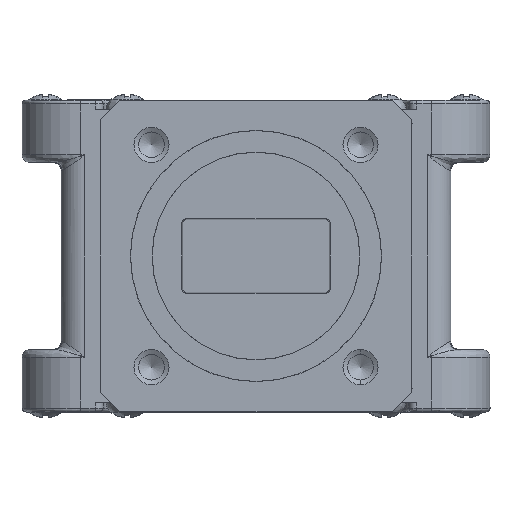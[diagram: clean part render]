
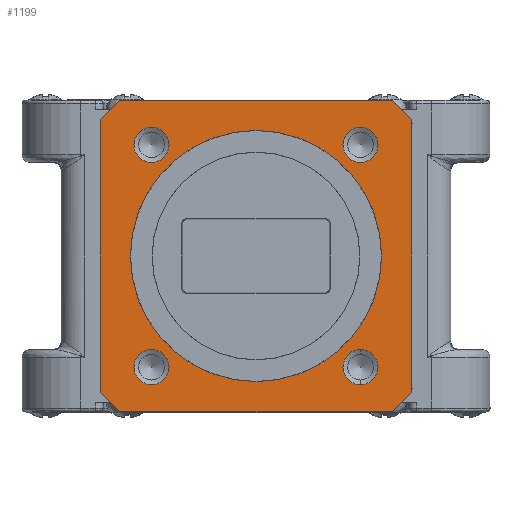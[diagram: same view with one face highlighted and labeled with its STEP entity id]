
A CAD part, front view. The second image highlights one B-rep face of the part: STEP entity #1199.
In plain terms, the highlighted planar face has unit normal (0, -1, 0).
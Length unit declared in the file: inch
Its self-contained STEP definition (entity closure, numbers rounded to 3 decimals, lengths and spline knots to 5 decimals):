
#466 = CARTESIAN_POINT ( 'NONE',  ( 0.68898, 0., -0.7874 ) ) ;
#623 = ORIENTED_EDGE ( 'NONE', *, *, #17113, .F. ) ;
#823 = VECTOR ( 'NONE', #38267, 39.37008 ) ;
#1095 = ORIENTED_EDGE ( 'NONE', *, *, #3373, .T. ) ;
#1199 = ADVANCED_FACE ( 'NONE', ( #13584, #4111, #32908, #15232, #31830, #11871 ), #18411, .F. ) ;
#2880 = VERTEX_POINT ( 'NONE', #29624 ) ;
#3373 = EDGE_CURVE ( 'NONE', #6635, #9943, #24982, .T. ) ;
#3924 = ORIENTED_EDGE ( 'NONE', *, *, #37842, .F. ) ;
#4111 = FACE_BOUND ( 'NONE', #31287, .T. ) ;
#5004 = DIRECTION ( 'NONE',  ( 0., 0., -1. ) ) ;
#5239 = CARTESIAN_POINT ( 'NONE',  ( 0.7874, 0., -0.68898 ) ) ;
#5402 = DIRECTION ( 'NONE',  ( -0.707, 0., -0.707 ) ) ;
#5481 = VERTEX_POINT ( 'NONE', #6145 ) ;
#6145 = CARTESIAN_POINT ( 'NONE',  ( 0.63386, 0., 0. ) ) ;
#6635 = VERTEX_POINT ( 'NONE', #30262 ) ;
#7806 = AXIS2_PLACEMENT_3D ( 'NONE', #32805, #33104, #15504 ) ;
#8482 = DIRECTION ( 'NONE',  ( 0., -1., 0. ) ) ;
#8596 = CARTESIAN_POINT ( 'NONE',  ( 0.52756, 0., -0.56102 ) ) ;
#8804 = CARTESIAN_POINT ( 'NONE',  ( -0.7874, 0., 0.68898 ) ) ;
#9151 = ORIENTED_EDGE ( 'NONE', *, *, #9470, .F. ) ;
#9470 = EDGE_CURVE ( 'NONE', #27954, #24240, #43546, .T. ) ;
#9653 = CARTESIAN_POINT ( 'NONE',  ( -0.7874, 0., 0.68898 ) ) ;
#9842 = CARTESIAN_POINT ( 'NONE',  ( 0.7874, 0., 0.68898 ) ) ;
#9943 = VERTEX_POINT ( 'NONE', #10676 ) ;
#10184 = VECTOR ( 'NONE', #19636, 39.37008 ) ;
#10238 = CIRCLE ( 'NONE', #44676, 0.08858 ) ;
#10349 = CIRCLE ( 'NONE', #40305, 0.08858 ) ;
#10462 = CARTESIAN_POINT ( 'NONE',  ( -0.52756, 0., -0.56102 ) ) ;
#10609 = VECTOR ( 'NONE', #41301, 39.37008 ) ;
#10676 = CARTESIAN_POINT ( 'NONE',  ( -0.7874, 0., -0.68898 ) ) ;
#10851 = VERTEX_POINT ( 'NONE', #23303 ) ;
#11056 = AXIS2_PLACEMENT_3D ( 'NONE', #15172, #8482, #36811 ) ;
#11057 = AXIS2_PLACEMENT_3D ( 'NONE', #40797, #34073, #19713 ) ;
#11871 = FACE_BOUND ( 'NONE', #45951, .T. ) ;
#11964 = CARTESIAN_POINT ( 'NONE',  ( 0.52756, 0., -0.64961 ) ) ;
#12007 = ORIENTED_EDGE ( 'NONE', *, *, #19916, .F. ) ;
#12488 = ORIENTED_EDGE ( 'NONE', *, *, #34941, .F. ) ;
#12844 = EDGE_CURVE ( 'NONE', #27954, #2880, #37738, .T. ) ;
#13318 = CIRCLE ( 'NONE', #45081, 0.08858 ) ;
#13474 = EDGE_CURVE ( 'NONE', #40492, #40492, #13318, .T. ) ;
#13584 = FACE_OUTER_BOUND ( 'NONE', #20532, .T. ) ;
#13680 = EDGE_CURVE ( 'NONE', #9943, #15664, #14968, .T. ) ;
#14719 = DIRECTION ( 'NONE',  ( 0., -1., 0. ) ) ;
#14968 = LINE ( 'NONE', #38920, #24313 ) ;
#15172 = CARTESIAN_POINT ( 'NONE',  ( -0.52756, 0., 0.56102 ) ) ;
#15232 = FACE_BOUND ( 'NONE', #35173, .T. ) ;
#15287 = DIRECTION ( 'NONE',  ( 0., -1., 0. ) ) ;
#15504 = DIRECTION ( 'NONE',  ( 0., 0., 1. ) ) ;
#15664 = VERTEX_POINT ( 'NONE', #36041 ) ;
#16106 = VERTEX_POINT ( 'NONE', #26101 ) ;
#16442 = VECTOR ( 'NONE', #35366, 39.37008 ) ;
#17092 = DIRECTION ( 'NONE',  ( 0., 0., -1. ) ) ;
#17113 = EDGE_CURVE ( 'NONE', #16106, #16106, #29721, .T. ) ;
#17553 = DIRECTION ( 'NONE',  ( 0., -1., 0. ) ) ;
#17938 = DIRECTION ( 'NONE',  ( 1., 0., 0. ) ) ;
#18114 = EDGE_CURVE ( 'NONE', #6635, #10851, #37436, .T. ) ;
#18411 = PLANE ( 'NONE',  #7806 ) ;
#19636 = DIRECTION ( 'NONE',  ( 0.707, 0., -0.707 ) ) ;
#19713 = DIRECTION ( 'NONE',  ( 0., 0., -1. ) ) ;
#19916 = EDGE_CURVE ( 'NONE', #43776, #43776, #10349, .T. ) ;
#20445 = EDGE_CURVE ( 'NONE', #10851, #21791, #25792, .T. ) ;
#20532 = EDGE_LOOP ( 'NONE', ( #42180, #3924, #9151, #20618, #12488, #32933, #21485, #1095 ) ) ;
#20618 = ORIENTED_EDGE ( 'NONE', *, *, #12844, .T. ) ;
#20802 = CARTESIAN_POINT ( 'NONE',  ( 0.52756, 0., 0.56102 ) ) ;
#21485 = ORIENTED_EDGE ( 'NONE', *, *, #18114, .F. ) ;
#21791 = VERTEX_POINT ( 'NONE', #38785 ) ;
#23303 = CARTESIAN_POINT ( 'NONE',  ( -0.68898, 0., 0.7874 ) ) ;
#24240 = VERTEX_POINT ( 'NONE', #466 ) ;
#24313 = VECTOR ( 'NONE', #25067, 39.37008 ) ;
#24398 = VERTEX_POINT ( 'NONE', #11964 ) ;
#24982 = LINE ( 'NONE', #8804, #27208 ) ;
#25067 = DIRECTION ( 'NONE',  ( 0.707, 0., -0.707 ) ) ;
#25206 = EDGE_CURVE ( 'NONE', #24398, #37631, #33829, .T. ) ;
#25792 = LINE ( 'NONE', #41916, #16442 ) ;
#26101 = CARTESIAN_POINT ( 'NONE',  ( -0.52756, 0., 0.47244 ) ) ;
#27208 = VECTOR ( 'NONE', #40111, 39.37008 ) ;
#27954 = VERTEX_POINT ( 'NONE', #29532 ) ;
#28361 = DIRECTION ( 'NONE',  ( 0., 0., -1. ) ) ;
#29532 = CARTESIAN_POINT ( 'NONE',  ( 0.7874, 0., -0.68898 ) ) ;
#29607 = EDGE_CURVE ( 'NONE', #5481, #5481, #31523, .T. ) ;
#29624 = CARTESIAN_POINT ( 'NONE',  ( 0.7874, 0., 0.68898 ) ) ;
#29721 = CIRCLE ( 'NONE', #11056, 0.08858 ) ;
#30262 = CARTESIAN_POINT ( 'NONE',  ( -0.7874, 0., 0.68898 ) ) ;
#30569 = CARTESIAN_POINT ( 'NONE',  ( 0.52756, 0., -0.47244 ) ) ;
#31132 = AXIS2_PLACEMENT_3D ( 'NONE', #32779, #14719, #17938 ) ;
#31287 = EDGE_LOOP ( 'NONE', ( #36864 ) ) ;
#31523 = CIRCLE ( 'NONE', #31132, 0.63386 ) ;
#31830 = FACE_BOUND ( 'NONE', #44721, .T. ) ;
#32779 = CARTESIAN_POINT ( 'NONE',  ( 0., 0., 0. ) ) ;
#32805 = CARTESIAN_POINT ( 'NONE',  ( 0., 0., 0. ) ) ;
#32908 = FACE_BOUND ( 'NONE', #45945, .T. ) ;
#32933 = ORIENTED_EDGE ( 'NONE', *, *, #20445, .F. ) ;
#33104 = DIRECTION ( 'NONE',  ( 0., 1., 0. ) ) ;
#33499 = ORIENTED_EDGE ( 'NONE', *, *, #25206, .F. ) ;
#33829 = CIRCLE ( 'NONE', #11057, 0.08858 ) ;
#33876 = ORIENTED_EDGE ( 'NONE', *, *, #34464, .F. ) ;
#34073 = DIRECTION ( 'NONE',  ( 0., -1., 0. ) ) ;
#34464 = EDGE_CURVE ( 'NONE', #37631, #24398, #10238, .T. ) ;
#34941 = EDGE_CURVE ( 'NONE', #21791, #2880, #42934, .T. ) ;
#35173 = EDGE_LOOP ( 'NONE', ( #33876, #33499 ) ) ;
#35209 = DIRECTION ( 'NONE',  ( -1., 0., 0. ) ) ;
#35366 = DIRECTION ( 'NONE',  ( 1., 0., 0. ) ) ;
#36041 = CARTESIAN_POINT ( 'NONE',  ( -0.68898, 0., -0.7874 ) ) ;
#36811 = DIRECTION ( 'NONE',  ( 0., 0., -1. ) ) ;
#36864 = ORIENTED_EDGE ( 'NONE', *, *, #29607, .F. ) ;
#37436 = LINE ( 'NONE', #9653, #823 ) ;
#37631 = VERTEX_POINT ( 'NONE', #30569 ) ;
#37738 = LINE ( 'NONE', #9842, #10609 ) ;
#37842 = EDGE_CURVE ( 'NONE', #24240, #15664, #39717, .T. ) ;
#38267 = DIRECTION ( 'NONE',  ( 0.707, 0., 0.707 ) ) ;
#38621 = CARTESIAN_POINT ( 'NONE',  ( 0., 0., -0.7874 ) ) ;
#38785 = CARTESIAN_POINT ( 'NONE',  ( 0.68898, 0., 0.7874 ) ) ;
#38920 = CARTESIAN_POINT ( 'NONE',  ( -0.7874, 0., -0.68898 ) ) ;
#39717 = LINE ( 'NONE', #38621, #45832 ) ;
#40111 = DIRECTION ( 'NONE',  ( 0., 0., -1. ) ) ;
#40199 = VECTOR ( 'NONE', #5402, 39.37008 ) ;
#40305 = AXIS2_PLACEMENT_3D ( 'NONE', #10462, #42703, #28361 ) ;
#40492 = VERTEX_POINT ( 'NONE', #44450 ) ;
#40797 = CARTESIAN_POINT ( 'NONE',  ( 0.52756, 0., -0.56102 ) ) ;
#40880 = CARTESIAN_POINT ( 'NONE',  ( 0.68898, 0., 0.7874 ) ) ;
#41301 = DIRECTION ( 'NONE',  ( 0., 0., 1. ) ) ;
#41916 = CARTESIAN_POINT ( 'NONE',  ( 0., 0., 0.7874 ) ) ;
#42180 = ORIENTED_EDGE ( 'NONE', *, *, #13680, .T. ) ;
#42703 = DIRECTION ( 'NONE',  ( 0., -1., 0. ) ) ;
#42934 = LINE ( 'NONE', #40880, #10184 ) ;
#43546 = LINE ( 'NONE', #5239, #40199 ) ;
#43776 = VERTEX_POINT ( 'NONE', #43985 ) ;
#43985 = CARTESIAN_POINT ( 'NONE',  ( -0.52756, 0., -0.64961 ) ) ;
#44450 = CARTESIAN_POINT ( 'NONE',  ( 0.52756, 0., 0.47244 ) ) ;
#44505 = ORIENTED_EDGE ( 'NONE', *, *, #13474, .F. ) ;
#44676 = AXIS2_PLACEMENT_3D ( 'NONE', #8596, #15287, #5004 ) ;
#44721 = EDGE_LOOP ( 'NONE', ( #12007 ) ) ;
#45081 = AXIS2_PLACEMENT_3D ( 'NONE', #20802, #17553, #17092 ) ;
#45832 = VECTOR ( 'NONE', #35209, 39.37008 ) ;
#45945 = EDGE_LOOP ( 'NONE', ( #44505 ) ) ;
#45951 = EDGE_LOOP ( 'NONE', ( #623 ) ) ;
